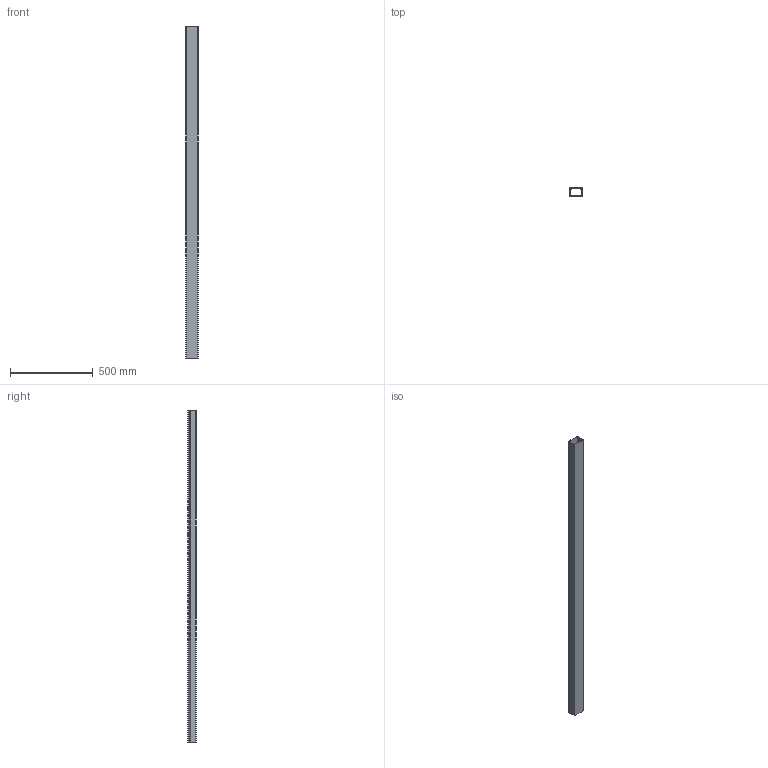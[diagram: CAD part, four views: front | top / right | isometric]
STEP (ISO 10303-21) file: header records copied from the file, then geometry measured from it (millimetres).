
FILE_DESCRIPTION (( 'STEP AP214' ), '1' );
FILE_NAME ('6178588.stp', '2016-08-09T08:58:11', ( '' ), ( '' ), 'SwSTEP 2.0', 'SolidWorks 2014', '' );
FILE_SCHEMA (( 'AUTOMOTIVE_DESIGN' ));
Length unit declared in the file: millimetre
Products named in the file (3): Oberteil_LKV_D75_halogenfrei; Unterteil_oVorspannung; 6178588
Assembly tree (2 placements, depth 2):
  6178588
    Unterteil_oVorspannung
    Oberteil_LKV_D75_halogenfrei
Bounding box: 75 x 50.6 x 2000 mm (x, y, z)
Volume: 922170.8 mm3; surface area: 1054341.1 mm2
Topology: 2 solids, 2 shells, 60 faces, 168 edges, 112 vertices
Faces by surface type: plane 34, cylinder 26
Entity records: 2648 total; most frequent: DIRECTION 350, CARTESIAN_POINT 345, ORIENTED_EDGE 336, EDGE_CURVE 168, AXIS2_PLACEMENT_3D 117, LINE 116, VECTOR 116, VERTEX_POINT 112
